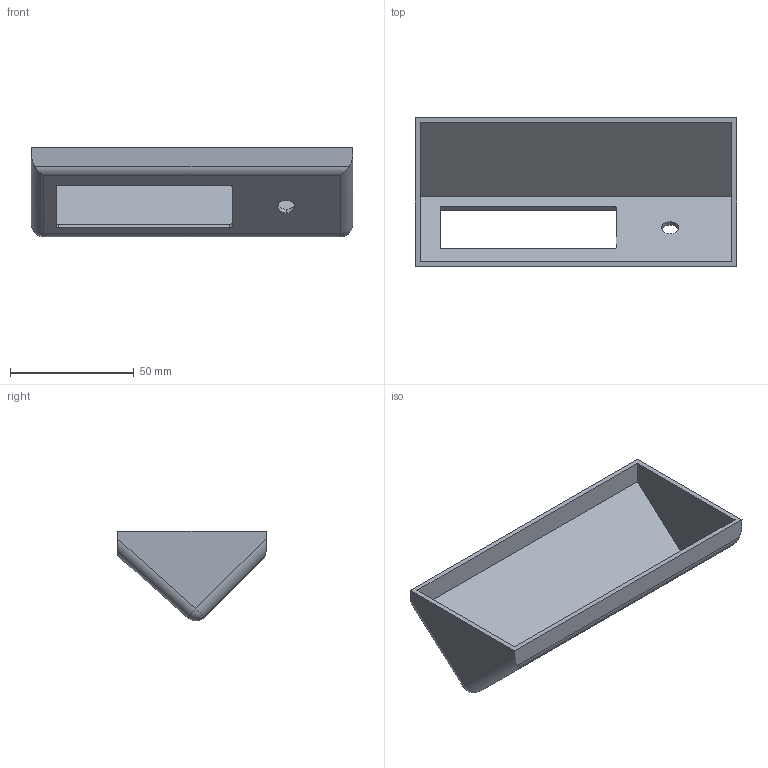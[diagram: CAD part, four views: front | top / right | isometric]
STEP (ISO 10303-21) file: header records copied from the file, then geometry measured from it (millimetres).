
FILE_DESCRIPTION (( 'STEP AP203' ), '1' );
FILE_NAME ('HMI.STEP', '2021-11-03T04:04:23', ( '' ), ( '' ), 'SwSTEP 2.0', 'SolidWorks 2020', '' );
FILE_SCHEMA (( 'CONFIG_CONTROL_DESIGN' ));
Length unit declared in the file: millimetre
Products named in the file (1): HMI
Bounding box: 130 x 60 x 36.41 mm (x, y, z)
Volume: 25626.5 mm3; surface area: 27699.1 mm2
Topology: 1 solids, 1 shells, 33 faces, 82 edges, 52 vertices
Faces by surface type: plane 17, cylinder 13, sphere 3
Entity records: 1058 total; most frequent: CARTESIAN_POINT 186, DIRECTION 165, ORIENTED_EDGE 164, EDGE_CURVE 82, LINE 55, VECTOR 55, AXIS2_PLACEMENT_3D 55, VERTEX_POINT 52
